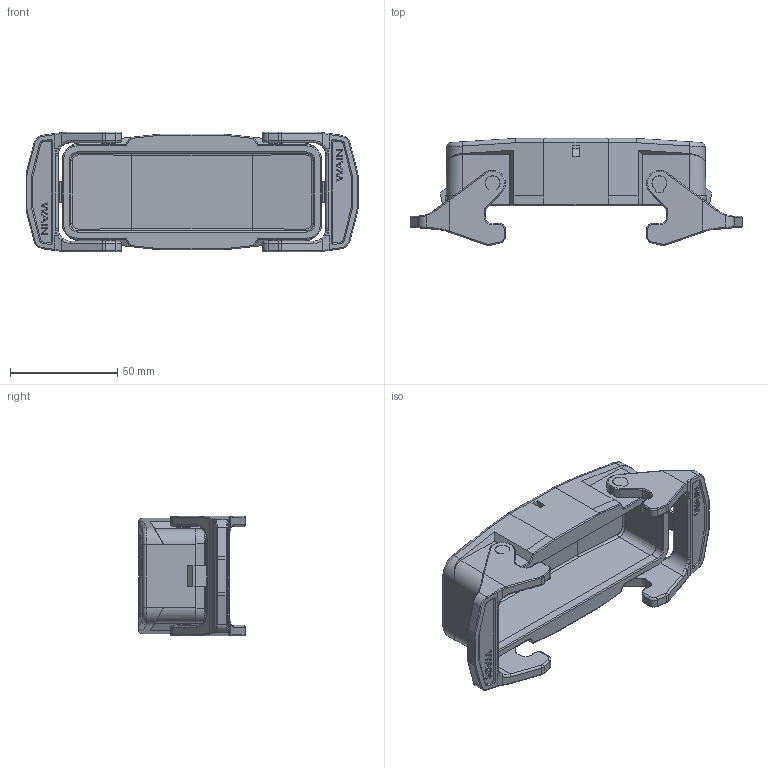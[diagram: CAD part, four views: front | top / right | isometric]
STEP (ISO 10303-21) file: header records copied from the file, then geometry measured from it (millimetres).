
FILE_DESCRIPTION((''),'2;1');
FILE_NAME('3D_1170240478001_H24B_P-CV-2L_1','2023-12-29T',('yp.zhu'),(''),'PRO/ENGINEER BY PARAMETRIC TECHNOLOGY CORPORATION, 2012480','PRO/ENGINEER BY PARAMETRIC TECHNOLOGY CORPORATION, 2012480','');
FILE_SCHEMA(('CONFIG_CONTROL_DESIGN'));
Length unit declared in the file: millimetre
Products named in the file (1): 3D_1170240478001_H24B_P-CV-2L_1
Bounding box: 155 x 49.91 x 56 mm (x, y, z)
Volume: 83480.9 mm3; surface area: 50985.3 mm2
Topology: 1 solids, 5 shells, 861 faces, 2230 edges, 1408 vertices
Faces by surface type: plane 393, cylinder 264, bspline 76, torus 72, extrusion 40, cone 16
Entity records: 29408 total; most frequent: CARTESIAN_POINT 8971, ORIENTED_EDGE 4460, DIRECTION 3888, EDGE_CURVE 2230, VERTEX_POINT 1408, VECTOR 1386, LINE 1346, AXIS2_PLACEMENT_3D 1251
